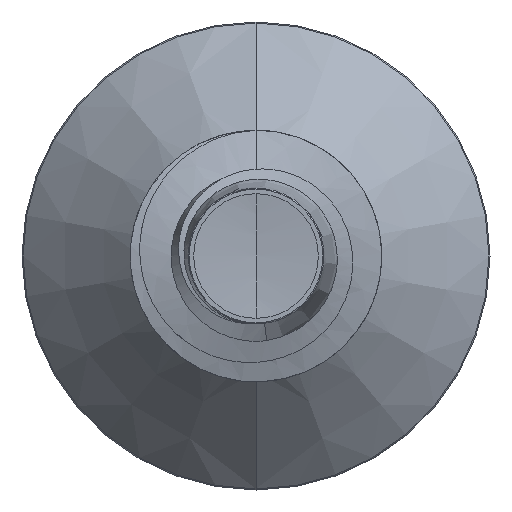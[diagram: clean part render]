
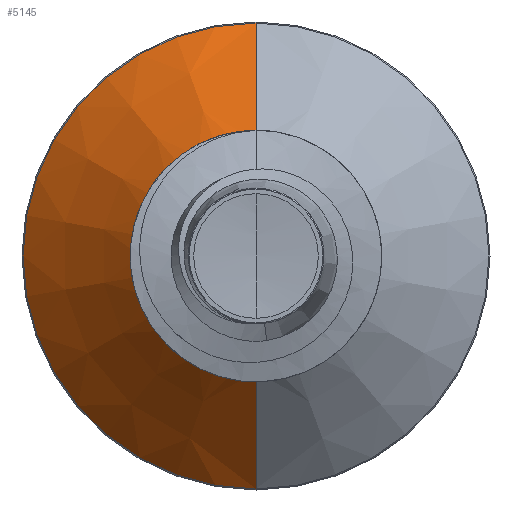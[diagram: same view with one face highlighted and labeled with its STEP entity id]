
A CAD part, front view. The second image highlights one B-rep face of the part: STEP entity #5145.
In plain terms, the highlighted conical face has half-angle 45 degrees and reference radius 2.301 mm.
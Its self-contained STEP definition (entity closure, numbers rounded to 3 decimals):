
#208 = VECTOR ( 'NONE', #5379, 1000. ) ;
#623 = AXIS2_PLACEMENT_3D ( 'NONE', #4319, #4352, #4399 ) ;
#676 = AXIS2_PLACEMENT_3D ( 'NONE', #5877, #5868, #5866 ) ;
#706 = CARTESIAN_POINT ( 'NONE',  ( 0., 7.901, -2.301 ) ) ;
#850 = EDGE_LOOP ( 'NONE', ( #1595, #4699, #2009, #11857 ) ) ;
#1595 = ORIENTED_EDGE ( 'NONE', *, *, #11222, .F. ) ;
#1669 = VERTEX_POINT ( 'NONE', #8451 ) ;
#1838 = VERTEX_POINT ( 'NONE', #7883 ) ;
#2009 = ORIENTED_EDGE ( 'NONE', *, *, #11030, .T. ) ;
#3869 = CARTESIAN_POINT ( 'NONE',  ( 0., 10.228, 4.628 ) ) ;
#4319 = CARTESIAN_POINT ( 'NONE',  ( 0., 7.901, 0. ) ) ;
#4352 = DIRECTION ( 'NONE',  ( 0., 1., 0. ) ) ;
#4399 = DIRECTION ( 'NONE',  ( 0., 0., 1. ) ) ;
#4699 = ORIENTED_EDGE ( 'NONE', *, *, #10177, .T. ) ;
#4789 = DIRECTION ( 'NONE',  ( 0., 0., 1. ) ) ;
#4806 = DIRECTION ( 'NONE',  ( 0., 1., 0. ) ) ;
#4815 = CARTESIAN_POINT ( 'NONE',  ( 0., 10.228, 0. ) ) ;
#5145 = ADVANCED_FACE ( 'NONE', ( #6671 ), #10494, .T. ) ;
#5247 = VECTOR ( 'NONE', #11575, 1000. ) ;
#5295 = VERTEX_POINT ( 'NONE', #3869 ) ;
#5379 = DIRECTION ( 'NONE',  ( 0., 0.707, 0.707 ) ) ;
#5440 = CARTESIAN_POINT ( 'NONE',  ( 0., 7.901, 2.301 ) ) ;
#5866 = DIRECTION ( 'NONE',  ( 0., 0., 1. ) ) ;
#5868 = DIRECTION ( 'NONE',  ( 0., 1., 0. ) ) ;
#5877 = CARTESIAN_POINT ( 'NONE',  ( 0., 7.901, 0. ) ) ;
#6489 = LINE ( 'NONE', #5440, #208 ) ;
#6671 = FACE_OUTER_BOUND ( 'NONE', #850, .T. ) ;
#7113 = CIRCLE ( 'NONE', #11604, 4.628 ) ;
#7253 = CARTESIAN_POINT ( 'NONE',  ( 0., 7.901, -2.301 ) ) ;
#7804 = LINE ( 'NONE', #7253, #5247 ) ;
#7883 = CARTESIAN_POINT ( 'NONE',  ( 0., 10.228, -4.628 ) ) ;
#8451 = CARTESIAN_POINT ( 'NONE',  ( 0., 7.901, 2.301 ) ) ;
#9262 = CIRCLE ( 'NONE', #676, 2.301 ) ;
#10177 = EDGE_CURVE ( 'NONE', #11154, #1669, #9262, .T. ) ;
#10494 = CONICAL_SURFACE ( 'NONE', #623, 2.301, 0.785 ) ;
#11030 = EDGE_CURVE ( 'NONE', #1669, #5295, #6489, .T. ) ;
#11072 = EDGE_CURVE ( 'NONE', #1838, #5295, #7113, .T. ) ;
#11154 = VERTEX_POINT ( 'NONE', #706 ) ;
#11222 = EDGE_CURVE ( 'NONE', #11154, #1838, #7804, .T. ) ;
#11575 = DIRECTION ( 'NONE',  ( 0., 0.707, -0.707 ) ) ;
#11604 = AXIS2_PLACEMENT_3D ( 'NONE', #4815, #4806, #4789 ) ;
#11857 = ORIENTED_EDGE ( 'NONE', *, *, #11072, .F. ) ;
